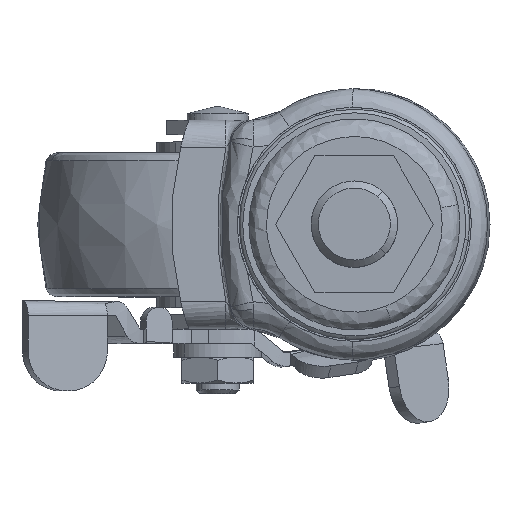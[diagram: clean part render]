
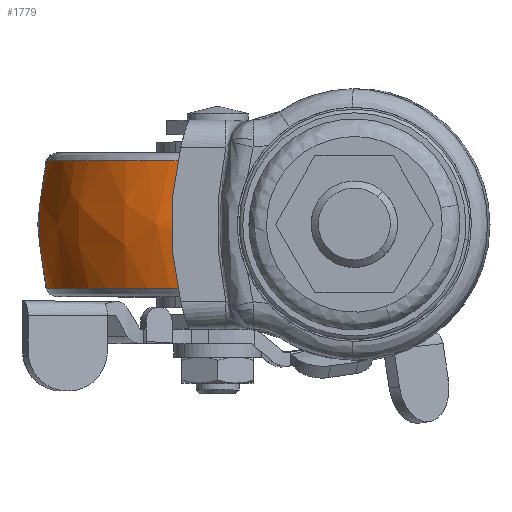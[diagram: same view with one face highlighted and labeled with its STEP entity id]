
A CAD part, top view. The second image highlights one B-rep face of the part: STEP entity #1779.
In plain terms, the highlighted free-form (B-spline) face has degree [2, 2] with [5, 5] control points.
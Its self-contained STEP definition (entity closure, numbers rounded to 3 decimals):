
#1230=CARTESIAN_POINT('',(-42.029,8.881,-31.878));
#1231=VERTEX_POINT('',#1230);
#1242=CARTESIAN_POINT('',(-19.0,8.881,-14.246));
#1243=VERTEX_POINT('',#1242);
#1244=CARTESIAN_POINT('',(-19.0,8.881,-14.246));
#1245=CARTESIAN_POINT('',(-20.421,8.881,-14.246));
#1246=CARTESIAN_POINT('',(-22.694,8.881,-14.449));
#1247=CARTESIAN_POINT('',(-25.898,8.881,-15.207));
#1248=CARTESIAN_POINT('',(-28.535,8.881,-16.169));
#1249=CARTESIAN_POINT('',(-30.998,8.881,-17.427));
#1250=CARTESIAN_POINT('',(-33.307,8.881,-18.946));
#1251=CARTESIAN_POINT('',(-35.272,8.881,-20.591));
#1252=CARTESIAN_POINT('',(-37.324,8.881,-22.732));
#1253=CARTESIAN_POINT('',(-39.03,8.881,-25.015));
#1254=CARTESIAN_POINT('',(-40.793,8.881,-28.175));
#1255=CARTESIAN_POINT('',(-41.637,8.881,-30.428));
#1256=CARTESIAN_POINT('',(-42.029,8.881,-31.878));
#1257=B_SPLINE_CURVE_WITH_KNOTS('',3,(#1244,#1245,#1246,#1247,#1248,#1249,#1250,#1251,#1252,#1253,#1254,#1255,#1256),.UNSPECIFIED.,.F.,.U.,(4,1,1,1,1,1,1,1,1,1,4),(0.,4.262,6.82,9.864,12.665,15.101,18.145,20.337,23.991,26.67,31.176),.UNSPECIFIED.);
#1258=EDGE_CURVE('',#1243,#1231,#1257,.T.);
#1354=CARTESIAN_POINT('',(-42.695,8.881,-35.346));
#1355=VERTEX_POINT('',#1354);
#1374=CARTESIAN_POINT('',(-42.029,8.881,-31.878));
#1375=CARTESIAN_POINT('',(-42.336,8.881,-33.015));
#1376=CARTESIAN_POINT('',(-42.559,8.881,-34.176));
#1377=CARTESIAN_POINT('',(-42.695,8.881,-35.346));
#1378=B_SPLINE_CURVE_WITH_KNOTS('',3,(#1374,#1375,#1376,#1377),.UNSPECIFIED.,.F.,.U.,(4,4),(0.,3.535),.UNSPECIFIED.);
#1379=EDGE_CURVE('',#1231,#1355,#1378,.T.);
#1600=CARTESIAN_POINT('',(-19.0,-8.881,-14.246));
#1601=VERTEX_POINT('',#1600);
#1617=CARTESIAN_POINT('',(-42.695,-8.881,-35.346));
#1618=VERTEX_POINT('',#1617);
#1619=CARTESIAN_POINT('',(-19.0,-8.881,-14.246));
#1620=CARTESIAN_POINT('',(-20.085,-8.881,-14.246));
#1621=CARTESIAN_POINT('',(-22.209,-8.881,-14.391));
#1622=CARTESIAN_POINT('',(-24.96,-8.881,-14.954));
#1623=CARTESIAN_POINT('',(-27.674,-8.881,-15.822));
#1624=CARTESIAN_POINT('',(-30.607,-8.881,-17.144));
#1625=CARTESIAN_POINT('',(-33.941,-8.881,-19.341));
#1626=CARTESIAN_POINT('',(-36.667,-8.881,-21.94));
#1627=CARTESIAN_POINT('',(-38.752,-8.881,-24.62));
#1628=CARTESIAN_POINT('',(-40.38,-8.881,-27.34));
#1629=CARTESIAN_POINT('',(-41.888,-8.881,-30.935));
#1630=CARTESIAN_POINT('',(-42.507,-8.881,-33.73));
#1631=CARTESIAN_POINT('',(-42.695,-8.881,-35.346));
#1632=B_SPLINE_CURVE_WITH_KNOTS('',3,(#1619,#1620,#1621,#1622,#1623,#1624,#1625,#1626,#1627,#1628,#1629,#1630,#1631),.UNSPECIFIED.,.F.,.U.,(4,1,1,1,1,1,1,1,1,1,4),(0.,3.254,6.373,8.406,11.796,15.999,20.338,23.05,26.168,29.829,34.71),.UNSPECIFIED.);
#1633=EDGE_CURVE('',#1601,#1618,#1632,.T.);
#1713=CARTESIAN_POINT('',(-19.0,-8.881,-14.246));
#1714=CARTESIAN_POINT('',(-19.,-7.524,-13.89));
#1715=CARTESIAN_POINT('',(-19.,-4.996,-13.387));
#1716=CARTESIAN_POINT('',(-19.,-1.311,-13.069));
#1717=CARTESIAN_POINT('',(-19.,3.277,-13.124));
#1718=CARTESIAN_POINT('',(-19.,6.664,-13.664));
#1719=CARTESIAN_POINT('',(-19.0,8.881,-14.246));
#1720=B_SPLINE_CURVE_WITH_KNOTS('',3,(#1713,#1714,#1715,#1716,#1717,#1718,#1719),.UNSPECIFIED.,.F.,.U.,(4,1,1,1,4),(0.,4.209,7.716,11.083,17.958),.UNSPECIFIED.);
#1721=EDGE_CURVE('',#1601,#1243,#1720,.T.);
#1727=CARTESIAN_POINT('',(-42.695,-8.881,-35.346));
#1728=CARTESIAN_POINT('',(-43.237,-6.8,-35.283));
#1729=CARTESIAN_POINT('',(-43.832,-3.186,-35.214));
#1730=CARTESIAN_POINT('',(-43.88,2.812,-35.208));
#1731=CARTESIAN_POINT('',(-43.285,6.619,-35.277));
#1732=CARTESIAN_POINT('',(-42.695,8.881,-35.346));
#1733=B_SPLINE_CURVE_WITH_KNOTS('',3,(#1727,#1728,#1729,#1730,#1731,#1732),.UNSPECIFIED.,.F.,.U.,(4,1,1,4),(0.,6.453,10.943,17.958),.UNSPECIFIED.);
#1734=EDGE_CURVE('',#1618,#1355,#1733,.T.);
#1739=CARTESIAN_POINT('',(-18.847,-9.774,-14.493));
#1740=CARTESIAN_POINT('',(-18.838,-4.986,-13.1));
#1741=CARTESIAN_POINT('',(-18.838,0.,-13.1));
#1742=CARTESIAN_POINT('',(-18.838,4.986,-13.1));
#1743=CARTESIAN_POINT('',(-18.847,9.774,-14.493));
#1744=CARTESIAN_POINT('',(-18.923,-9.774,-14.493));
#1745=CARTESIAN_POINT('',(-18.919,-4.986,-13.1));
#1746=CARTESIAN_POINT('',(-18.919,0.,-13.1));
#1747=CARTESIAN_POINT('',(-18.919,4.986,-13.1));
#1748=CARTESIAN_POINT('',(-18.923,9.774,-14.493));
#1749=CARTESIAN_POINT('',(-40.022,-9.774,-14.493));
#1750=CARTESIAN_POINT('',(-41.262,-4.986,-13.1));
#1751=CARTESIAN_POINT('',(-41.262,0.,-13.1));
#1752=CARTESIAN_POINT('',(-41.262,4.986,-13.1));
#1753=CARTESIAN_POINT('',(-40.022,9.774,-14.493));
#1754=CARTESIAN_POINT('',(-42.459,-9.774,-35.454));
#1755=CARTESIAN_POINT('',(-43.843,-4.986,-35.298));
#1756=CARTESIAN_POINT('',(-43.843,0.,-35.298));
#1757=CARTESIAN_POINT('',(-43.843,4.986,-35.298));
#1758=CARTESIAN_POINT('',(-42.459,9.774,-35.454));
#1759=CARTESIAN_POINT('',(-42.468,-9.774,-35.534));
#1760=CARTESIAN_POINT('',(-43.852,-4.986,-35.382));
#1761=CARTESIAN_POINT('',(-43.852,0.,-35.382));
#1762=CARTESIAN_POINT('',(-43.852,4.986,-35.382));
#1763=CARTESIAN_POINT('',(-42.468,9.774,-35.534));
#1771=(BOUNDED_SURFACE()B_SPLINE_SURFACE(2,2,((#1739,#1744,#1749,#1754,#1759),(#1740,#1745,#1750,#1755,#1760),(#1741,#1746,#1751,#1756,#1761),(#1742,#1747,#1752,#1757,#1762),(#1743,#1748,#1753,#1758,#1763)),.UNSPECIFIED.,.F.,.F.,.U.)B_SPLINE_SURFACE_WITH_KNOTS((3,2,3),(3,1,1,3),(0.0,10.236,20.473),(0.0,0.19,38.256,38.447),.UNSPECIFIED.)GEOMETRIC_REPRESENTATION_ITEM()RATIONAL_B_SPLINE_SURFACE(((0.933,0.932,0.68,0.891,0.892),(0.957,0.956,0.698,0.915,0.916),(1.003,1.001,0.731,0.958,0.959),(0.957,0.956,0.698,0.915,0.916),(0.933,0.932,0.68,0.891,0.892)))REPRESENTATION_ITEM('')SURFACE());
#1772=ORIENTED_EDGE('',*,*,#1258,.T.);
#1773=ORIENTED_EDGE('',*,*,#1379,.T.);
#1774=ORIENTED_EDGE('',*,*,#1734,.F.);
#1775=ORIENTED_EDGE('',*,*,#1633,.F.);
#1776=ORIENTED_EDGE('',*,*,#1721,.T.);
#1777=EDGE_LOOP('',(#1772,#1773,#1774,#1775,#1776));
#1778=FACE_OUTER_BOUND('',#1777,.T.);
#1779=ADVANCED_FACE('',(#1778),#1771,.T.);
